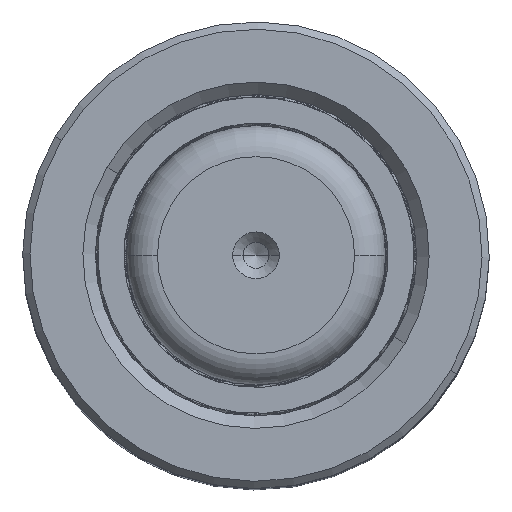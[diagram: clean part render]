
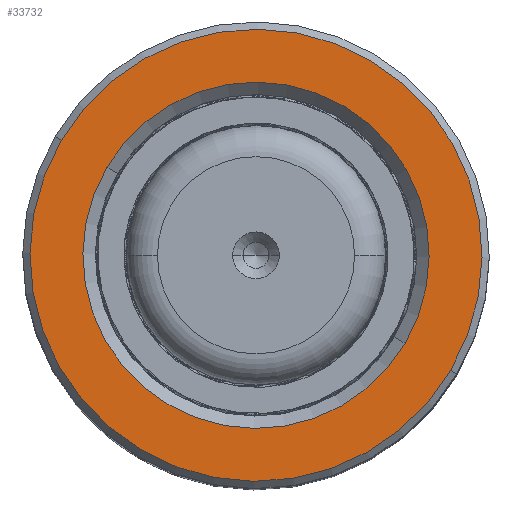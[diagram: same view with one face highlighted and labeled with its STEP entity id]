
A CAD part, top view. The second image highlights one B-rep face of the part: STEP entity #33732.
In plain terms, the highlighted planar face has unit normal (0, 0, 1).
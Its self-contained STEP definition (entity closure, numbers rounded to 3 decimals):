
#661 = CARTESIAN_POINT ( 'NONE',  ( 16.7, 0., 80. ) ) ;
#2877 = CARTESIAN_POINT ( 'NONE',  ( -21.8, 0., 80. ) ) ;
#3957 = ORIENTED_EDGE ( 'NONE', *, *, #34374, .T. ) ;
#4401 = FACE_BOUND ( 'NONE', #36078, .T. ) ;
#4667 = DIRECTION ( 'NONE',  ( 0., 0., -1. ) ) ;
#6724 = VERTEX_POINT ( 'NONE', #49517 ) ;
#6766 = CARTESIAN_POINT ( 'NONE',  ( 21.8, 0., 80. ) ) ;
#7131 = AXIS2_PLACEMENT_3D ( 'NONE', #20061, #47131, #7933 ) ;
#7933 = DIRECTION ( 'NONE',  ( 1., 0., 0. ) ) ;
#8104 = DIRECTION ( 'NONE',  ( 1., 0., 0. ) ) ;
#11511 = DIRECTION ( 'NONE',  ( 1., 0., 0. ) ) ;
#12564 = AXIS2_PLACEMENT_3D ( 'NONE', #52420, #4667, #25908 ) ;
#18246 = DIRECTION ( 'NONE',  ( 0., 0., -1. ) ) ;
#19111 = EDGE_CURVE ( 'NONE', #6724, #39972, #37434, .T. ) ;
#20061 = CARTESIAN_POINT ( 'NONE',  ( 0., 0., 80. ) ) ;
#20983 = CARTESIAN_POINT ( 'NONE',  ( 0., 0., 80. ) ) ;
#22266 = CIRCLE ( 'NONE', #48266, 21.8 ) ;
#22708 = CIRCLE ( 'NONE', #12564, 16.7 ) ;
#25908 = DIRECTION ( 'NONE',  ( 1., 0., 0. ) ) ;
#27064 = EDGE_LOOP ( 'NONE', ( #36336, #39332 ) ) ;
#28380 = CIRCLE ( 'NONE', #55386, 21.8 ) ;
#28445 = PLANE ( 'NONE',  #7131 ) ;
#28483 = DIRECTION ( 'NONE',  ( 0., 0., 1. ) ) ;
#28676 = CARTESIAN_POINT ( 'NONE',  ( 0., 0., 80. ) ) ;
#33732 = ADVANCED_FACE ( 'NONE', ( #50709, #4401 ), #28445, .T. ) ;
#34374 = EDGE_CURVE ( 'NONE', #39972, #6724, #22708, .T. ) ;
#36078 = EDGE_LOOP ( 'NONE', ( #3957, #55278 ) ) ;
#36336 = ORIENTED_EDGE ( 'NONE', *, *, #42749, .T. ) ;
#37434 = CIRCLE ( 'NONE', #44559, 16.7 ) ;
#39332 = ORIENTED_EDGE ( 'NONE', *, *, #55995, .T. ) ;
#39972 = VERTEX_POINT ( 'NONE', #661 ) ;
#42147 = DIRECTION ( 'NONE',  ( 0., 0., 1. ) ) ;
#42749 = EDGE_CURVE ( 'NONE', #48646, #55043, #28380, .T. ) ;
#44392 = CARTESIAN_POINT ( 'NONE',  ( 0., 0., 80. ) ) ;
#44559 = AXIS2_PLACEMENT_3D ( 'NONE', #44392, #18246, #11511 ) ;
#47131 = DIRECTION ( 'NONE',  ( 0., 0., 1. ) ) ;
#48266 = AXIS2_PLACEMENT_3D ( 'NONE', #28676, #28483, #53479 ) ;
#48646 = VERTEX_POINT ( 'NONE', #2877 ) ;
#49517 = CARTESIAN_POINT ( 'NONE',  ( -16.7, 0., 80. ) ) ;
#50709 = FACE_OUTER_BOUND ( 'NONE', #27064, .T. ) ;
#52420 = CARTESIAN_POINT ( 'NONE',  ( 0., 0., 80. ) ) ;
#53479 = DIRECTION ( 'NONE',  ( 1., 0., 0. ) ) ;
#55043 = VERTEX_POINT ( 'NONE', #6766 ) ;
#55278 = ORIENTED_EDGE ( 'NONE', *, *, #19111, .T. ) ;
#55386 = AXIS2_PLACEMENT_3D ( 'NONE', #20983, #42147, #8104 ) ;
#55995 = EDGE_CURVE ( 'NONE', #55043, #48646, #22266, .T. ) ;
